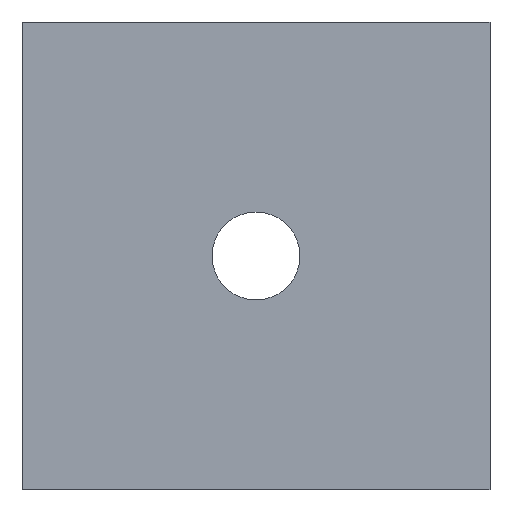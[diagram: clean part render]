
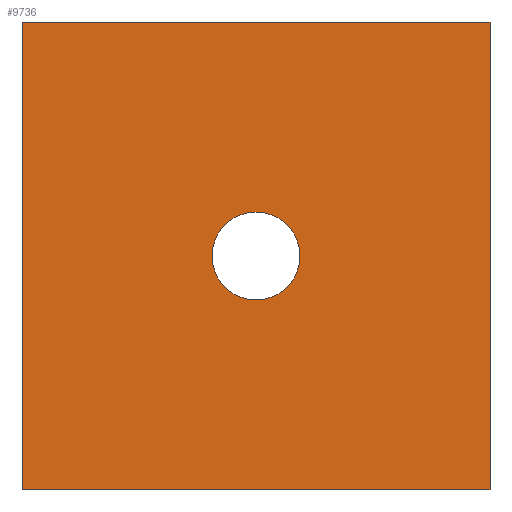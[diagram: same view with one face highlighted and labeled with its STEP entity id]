
A CAD part, front view. The second image highlights one B-rep face of the part: STEP entity #9736.
In plain terms, the highlighted planar face has unit normal (0, -1, 0).
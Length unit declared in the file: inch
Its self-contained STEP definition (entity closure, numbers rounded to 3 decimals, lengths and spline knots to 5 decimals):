
#447=FACE_BOUND('',#1422,.T.);
#505=PLANE('',#10357);
#870=FACE_OUTER_BOUND('',#1421,.T.);
#1421=EDGE_LOOP('',(#6512,#6513,#6514,#6515));
#1422=EDGE_LOOP('',(#6516));
#2062=LINE('',#13117,#3044);
#2063=LINE('',#13119,#3045);
#2064=LINE('',#13121,#3046);
#2065=LINE('',#13122,#3047);
#3044=VECTOR('',#11025,39.37008);
#3045=VECTOR('',#11026,39.37008);
#3046=VECTOR('',#11027,39.37008);
#3047=VECTOR('',#11028,39.37008);
#4012=CIRCLE('',#10349,0.094);
#4165=VERTEX_POINT('',#13066);
#4182=VERTEX_POINT('',#13115);
#4183=VERTEX_POINT('',#13116);
#4184=VERTEX_POINT('',#13118);
#4185=VERTEX_POINT('',#13120);
#5087=EDGE_CURVE('',#4165,#4165,#4012,.T.);
#5116=EDGE_CURVE('',#4182,#4183,#2062,.T.);
#5117=EDGE_CURVE('',#4184,#4182,#2063,.T.);
#5118=EDGE_CURVE('',#4185,#4184,#2064,.T.);
#5119=EDGE_CURVE('',#4183,#4185,#2065,.T.);
#6512=ORIENTED_EDGE('',*,*,#5116,.F.);
#6513=ORIENTED_EDGE('',*,*,#5117,.F.);
#6514=ORIENTED_EDGE('',*,*,#5118,.F.);
#6515=ORIENTED_EDGE('',*,*,#5119,.F.);
#6516=ORIENTED_EDGE('',*,*,#5087,.T.);
#9736=ADVANCED_FACE('',(#870,#447),#505,.T.);
#10349=AXIS2_PLACEMENT_3D('',#13068,#10985,#10986);
#10357=AXIS2_PLACEMENT_3D('',#13114,#11023,#11024);
#10985=DIRECTION('center_axis',(0.,1.,0.));
#10986=DIRECTION('ref_axis',(0.,0.,1.));
#11023=DIRECTION('center_axis',(0.,-1.,0.));
#11024=DIRECTION('ref_axis',(0.,0.,-1.));
#11025=DIRECTION('',(0.,0.,-1.));
#11026=DIRECTION('',(1.,0.,0.));
#11027=DIRECTION('',(0.,0.,1.));
#11028=DIRECTION('',(-1.,0.,0.));
#13066=CARTESIAN_POINT('',(0.36518,0.39833,0.86825));
#13068=CARTESIAN_POINT('Origin',(0.36518,0.39833,0.77425));
#13114=CARTESIAN_POINT('Origin',(0.36518,0.39833,0.77425));
#13115=CARTESIAN_POINT('',(0.86518,0.39833,1.27425));
#13116=CARTESIAN_POINT('',(0.86518,0.39833,0.27425));
#13117=CARTESIAN_POINT('',(0.86518,0.39833,1.27425));
#13118=CARTESIAN_POINT('',(-0.13482,0.39833,1.27425));
#13119=CARTESIAN_POINT('',(-0.13482,0.39833,1.27425));
#13120=CARTESIAN_POINT('',(-0.13482,0.39833,0.27425));
#13121=CARTESIAN_POINT('',(-0.13482,0.39833,1.27425));
#13122=CARTESIAN_POINT('',(-0.13482,0.39833,0.27425));
